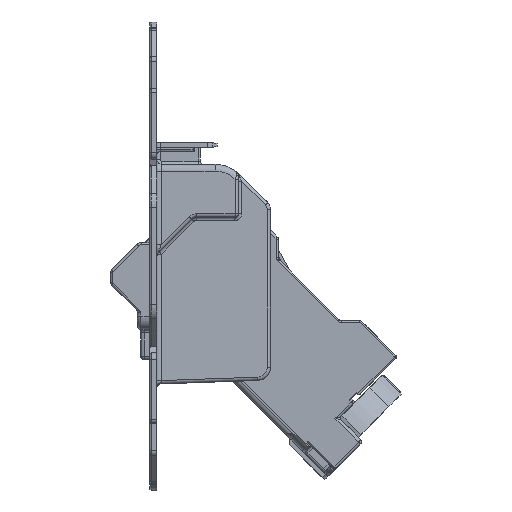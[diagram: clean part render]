
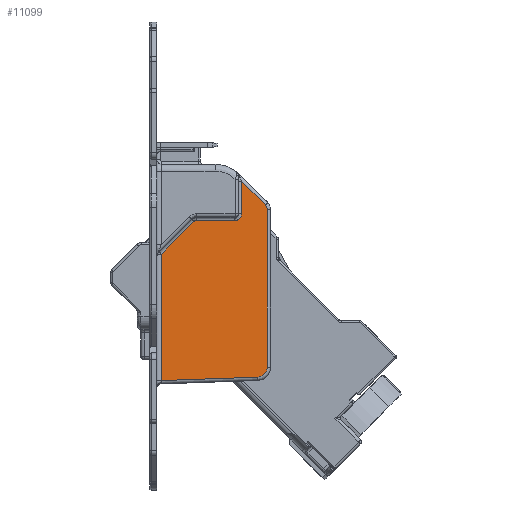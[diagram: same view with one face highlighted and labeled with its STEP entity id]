
A CAD part, left-side view. The second image highlights one B-rep face of the part: STEP entity #11099.
In plain terms, the highlighted planar face has unit normal (-0.999, -0.035, 0).
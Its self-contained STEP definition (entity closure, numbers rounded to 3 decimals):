
#11099 = ADVANCED_FACE ( 'NONE', ( #70896 ), #67076, .T. ) ;
#15734 = VERTEX_POINT ( 'NONE', #95066 ) ;
#15736 = VERTEX_POINT ( 'NONE', #95067 ) ;
#15738 = VERTEX_POINT ( 'NONE', #95068 ) ;
#15739 = VERTEX_POINT ( 'NONE', #95069 ) ;
#15740 = VERTEX_POINT ( 'NONE', #95070 ) ;
#15741 = VERTEX_POINT ( 'NONE', #95071 ) ;
#15742 = VERTEX_POINT ( 'NONE', #95072 ) ;
#15743 = VERTEX_POINT ( 'NONE', #95073 ) ;
#15744 = VERTEX_POINT ( 'NONE', #95074 ) ;
#15745 = VERTEX_POINT ( 'NONE', #95075 ) ;
#15746 = VERTEX_POINT ( 'NONE', #95076 ) ;
#20235 = EDGE_LOOP ( 'NONE', ( #124552, #124557, #124555, #124558, #124559, #124561, #124563, #124566, #124567, #124569, #124571 ) ) ;
#45726 =( BOUNDED_CURVE ( )  B_SPLINE_CURVE ( 3, ( #168131, #168133, #168135, #168137 ),
 .UNSPECIFIED., .F., .T. ) 
 B_SPLINE_CURVE_WITH_KNOTS ( ( 4, 4 ),
 ( 0., 0.785 ),
 .UNSPECIFIED. ) 
 CURVE ( )  GEOMETRIC_REPRESENTATION_ITEM ( )  RATIONAL_B_SPLINE_CURVE ( ( 1., 0.949, 0.949, 1. ) ) 
 REPRESENTATION_ITEM ( '' )  );
#45730 =( BOUNDED_CURVE ( )  B_SPLINE_CURVE ( 3, ( #168116, #168118, #168119, #168121 ),
 .UNSPECIFIED., .F., .T. ) 
 B_SPLINE_CURVE_WITH_KNOTS ( ( 4, 4 ),
 ( 4.747, 6.283 ),
 .UNSPECIFIED. ) 
 CURVE ( )  GEOMETRIC_REPRESENTATION_ITEM ( )  RATIONAL_B_SPLINE_CURVE ( ( 1., 0.813, 0.813, 1. ) ) 
 REPRESENTATION_ITEM ( '' )  );
#45736 =( BOUNDED_CURVE ( )  B_SPLINE_CURVE ( 3, ( #168151, #168153, #168155, #168157 ),
 .UNSPECIFIED., .F., .T. ) 
 B_SPLINE_CURVE_WITH_KNOTS ( ( 4, 4 ),
 ( 3.142, 4.712 ),
 .UNSPECIFIED. ) 
 CURVE ( )  GEOMETRIC_REPRESENTATION_ITEM ( )  RATIONAL_B_SPLINE_CURVE ( ( 1., 0.805, 0.805, 1. ) ) 
 REPRESENTATION_ITEM ( '' )  );
#45737 =( BOUNDED_CURVE ( )  B_SPLINE_CURVE ( 3, ( #168167, #168168, #168170, #168172 ),
 .UNSPECIFIED., .F., .T. ) 
 B_SPLINE_CURVE_WITH_KNOTS ( ( 4, 4 ),
 ( 1.571, 2.356 ),
 .UNSPECIFIED. ) 
 CURVE ( )  GEOMETRIC_REPRESENTATION_ITEM ( )  RATIONAL_B_SPLINE_CURVE ( ( 1., 0.949, 0.949, 1. ) ) 
 REPRESENTATION_ITEM ( '' )  );
#67076 = PLANE ( 'NONE',  #67664 ) ;
#67077 = CARTESIAN_POINT ( 'NONE',  ( -17., 0., 0. ) ) ;
#67078 = DIRECTION ( 'NONE',  ( -0.999, -0.035, 0. ) ) ;
#67079 = DIRECTION ( 'NONE',  ( 0.035, -0.999, 0. ) ) ;
#67664 = AXIS2_PLACEMENT_3D ( 'NONE', #67077, #67078, #67079 ) ;
#70896 = FACE_OUTER_BOUND ( 'NONE', #20235, .T. ) ;
#95066 = CARTESIAN_POINT ( 'NONE',  ( -16.807, -5.54, 5.154 ) ) ;
#95067 = CARTESIAN_POINT ( 'NONE',  ( -16.976, -0.676, 0.289 ) ) ;
#95068 = CARTESIAN_POINT ( 'NONE',  ( -16.976, -0.676, -18.627 ) ) ;
#95069 = CARTESIAN_POINT ( 'NONE',  ( -16.474, -15.07, -18.124 ) ) ;
#95070 = CARTESIAN_POINT ( 'NONE',  ( -16.423, -16.517, -16.625 ) ) ;
#95071 = CARTESIAN_POINT ( 'NONE',  ( -16.423, -16.517, 6.917 ) ) ;
#95072 = CARTESIAN_POINT ( 'NONE',  ( -16.433, -16.225, 7.624 ) ) ;
#95073 = CARTESIAN_POINT ( 'NONE',  ( -16.557, -12.683, 11.166 ) ) ;
#95074 = CARTESIAN_POINT ( 'NONE',  ( -16.557, -12.683, 6.3 ) ) ;
#95075 = CARTESIAN_POINT ( 'NONE',  ( -16.592, -11.683, 5.3 ) ) ;
#95076 = CARTESIAN_POINT ( 'NONE',  ( -16.794, -5.894, 5.3 ) ) ;
#124552 = ORIENTED_EDGE ( 'NONE', *, *, #126051, .T. ) ;
#124555 = ORIENTED_EDGE ( 'NONE', *, *, #126054, .T. ) ;
#124557 = ORIENTED_EDGE ( 'NONE', *, *, #126049, .T. ) ;
#124558 = ORIENTED_EDGE ( 'NONE', *, *, #126055, .T. ) ;
#124559 = ORIENTED_EDGE ( 'NONE', *, *, #126059, .T. ) ;
#124561 = ORIENTED_EDGE ( 'NONE', *, *, #126061, .T. ) ;
#124563 = ORIENTED_EDGE ( 'NONE', *, *, #126064, .T. ) ;
#124566 = ORIENTED_EDGE ( 'NONE', *, *, #126066, .T. ) ;
#124567 = ORIENTED_EDGE ( 'NONE', *, *, #126069, .T. ) ;
#124569 = ORIENTED_EDGE ( 'NONE', *, *, #126071, .T. ) ;
#124571 = ORIENTED_EDGE ( 'NONE', *, *, #126074, .T. ) ;
#126049 = EDGE_CURVE ( 'NONE', #15736, #15738, #154929, .T. ) ;
#126051 = EDGE_CURVE ( 'NONE', #15734, #15736, #154930, .T. ) ;
#126054 = EDGE_CURVE ( 'NONE', #15738, #15739, #154931, .T. ) ;
#126055 = EDGE_CURVE ( 'NONE', #15739, #15740, #45730, .T. ) ;
#126059 = EDGE_CURVE ( 'NONE', #15740, #15741, #154932, .T. ) ;
#126061 = EDGE_CURVE ( 'NONE', #15741, #15742, #45726, .T. ) ;
#126064 = EDGE_CURVE ( 'NONE', #15742, #15743, #154933, .T. ) ;
#126066 = EDGE_CURVE ( 'NONE', #15743, #15744, #154934, .T. ) ;
#126069 = EDGE_CURVE ( 'NONE', #15744, #15745, #45736, .T. ) ;
#126071 = EDGE_CURVE ( 'NONE', #15745, #15746, #154935, .T. ) ;
#126074 = EDGE_CURVE ( 'NONE', #15746, #15734, #45737, .T. ) ;
#154929 = LINE ( 'NONE', #168102, #166249 ) ;
#154930 = LINE ( 'NONE', #168107, #166252 ) ;
#154931 = LINE ( 'NONE', #168111, #166255 ) ;
#154932 = LINE ( 'NONE', #168127, #166259 ) ;
#154933 = LINE ( 'NONE', #168142, #166262 ) ;
#154934 = LINE ( 'NONE', #168147, #166265 ) ;
#154935 = LINE ( 'NONE', #168162, #166269 ) ;
#166249 = VECTOR ( 'NONE', #168104, 1000. ) ;
#166252 = VECTOR ( 'NONE', #168108, 1000. ) ;
#166255 = VECTOR ( 'NONE', #168113, 1000. ) ;
#166259 = VECTOR ( 'NONE', #168128, 1000. ) ;
#166262 = VECTOR ( 'NONE', #168144, 1000. ) ;
#166265 = VECTOR ( 'NONE', #168148, 1000. ) ;
#166269 = VECTOR ( 'NONE', #168164, 1000. ) ;
#168102 = CARTESIAN_POINT ( 'NONE',  ( -16.976, -0.676, 0. ) ) ;
#168104 = DIRECTION ( 'NONE',  ( 0., 0., -1. ) ) ;
#168107 = CARTESIAN_POINT ( 'NONE',  ( -16.988, -0.345, -0.042 ) ) ;
#168108 = DIRECTION ( 'NONE',  ( -0.025, 0.707, -0.707 ) ) ;
#168111 = CARTESIAN_POINT ( 'NONE',  ( -16.977, -0.65, -18.628 ) ) ;
#168113 = DIRECTION ( 'NONE',  ( 0.035, -0.999, 0.035 ) ) ;
#168116 = CARTESIAN_POINT ( 'NONE',  ( -16.474, -15.07, -18.124 ) ) ;
#168118 = CARTESIAN_POINT ( 'NONE',  ( -16.444, -15.924, -18.094 ) ) ;
#168119 = CARTESIAN_POINT ( 'NONE',  ( -16.423, -16.517, -17.48 ) ) ;
#168121 = CARTESIAN_POINT ( 'NONE',  ( -16.423, -16.517, -16.625 ) ) ;
#168127 = CARTESIAN_POINT ( 'NONE',  ( -16.423, -16.517, 0. ) ) ;
#168128 = DIRECTION ( 'NONE',  ( 0., 0., 1. ) ) ;
#168131 = CARTESIAN_POINT ( 'NONE',  ( -16.423, -16.517, 6.917 ) ) ;
#168133 = CARTESIAN_POINT ( 'NONE',  ( -16.423, -16.517, 7.186 ) ) ;
#168135 = CARTESIAN_POINT ( 'NONE',  ( -16.427, -16.415, 7.434 ) ) ;
#168137 = CARTESIAN_POINT ( 'NONE',  ( -16.433, -16.225, 7.624 ) ) ;
#168142 = CARTESIAN_POINT ( 'NONE',  ( -16.584, -11.917, 11.932 ) ) ;
#168144 = DIRECTION ( 'NONE',  ( -0.025, 0.707, 0.707 ) ) ;
#168147 = CARTESIAN_POINT ( 'NONE',  ( -16.557, -12.683, 6.3 ) ) ;
#168148 = DIRECTION ( 'NONE',  ( 0., 0., -1. ) ) ;
#168151 = CARTESIAN_POINT ( 'NONE',  ( -16.557, -12.683, 6.3 ) ) ;
#168153 = CARTESIAN_POINT ( 'NONE',  ( -16.557, -12.683, 5.714 ) ) ;
#168155 = CARTESIAN_POINT ( 'NONE',  ( -16.572, -12.268, 5.3 ) ) ;
#168157 = CARTESIAN_POINT ( 'NONE',  ( -16.592, -11.683, 5.3 ) ) ;
#168162 = CARTESIAN_POINT ( 'NONE',  ( -16.794, -5.911, 5.3 ) ) ;
#168164 = DIRECTION ( 'NONE',  ( -0.035, 0.999, 0. ) ) ;
#168167 = CARTESIAN_POINT ( 'NONE',  ( -16.794, -5.894, 5.3 ) ) ;
#168168 = CARTESIAN_POINT ( 'NONE',  ( -16.799, -5.759, 5.3 ) ) ;
#168170 = CARTESIAN_POINT ( 'NONE',  ( -16.803, -5.635, 5.249 ) ) ;
#168172 = CARTESIAN_POINT ( 'NONE',  ( -16.807, -5.54, 5.154 ) ) ;
